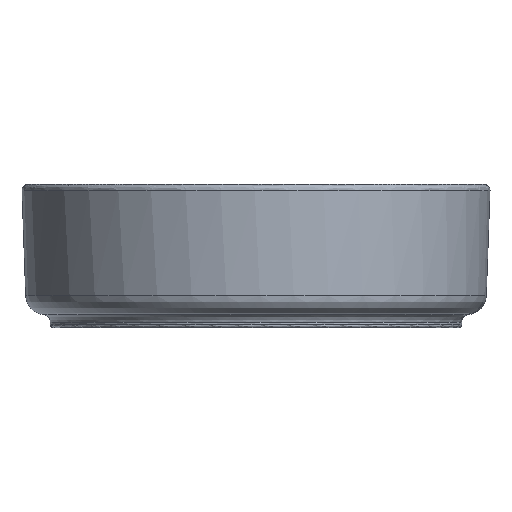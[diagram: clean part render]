
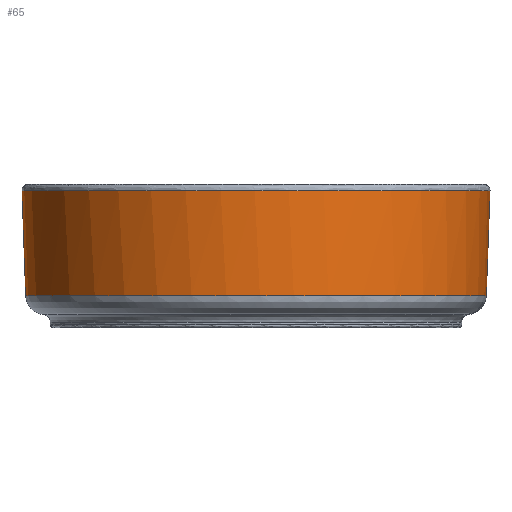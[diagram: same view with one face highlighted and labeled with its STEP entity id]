
A CAD part, left-side view. The second image highlights one B-rep face of the part: STEP entity #65.
In plain terms, the highlighted free-form (B-spline) face has degree [2, 1] with [5, 2] control points.
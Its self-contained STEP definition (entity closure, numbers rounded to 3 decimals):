
#65=ADVANCED_FACE('',(#115),#717,.T.);
#115=FACE_OUTER_BOUND('',#167,.T.);
#167=EDGE_LOOP('',(#297,#298,#299,#300));
#297=ORIENTED_EDGE('',*,*,#466,.T.);
#298=ORIENTED_EDGE('',*,*,#411,.T.);
#299=ORIENTED_EDGE('',*,*,#410,.T.);
#300=ORIENTED_EDGE('',*,*,#465,.F.);
#410=EDGE_CURVE('',#627,#625,#560,.T.);
#411=EDGE_CURVE('',#628,#627,#517,.T.);
#465=EDGE_CURVE('',#659,#625,#536,.T.);
#466=EDGE_CURVE('',#659,#628,#596,.T.);
#517=B_SPLINE_CURVE_WITH_KNOTS('',1,(#9605,#9606),.UNSPECIFIED.,.F.,.F.,
(2,2),(8.148,89.027),.UNSPECIFIED.);
#536=B_SPLINE_CURVE_WITH_KNOTS('',1,(#10477,#10478),.UNSPECIFIED.,.F.,.F.,
(2,2),(8.148,89.027),.UNSPECIFIED.);
#560=(
BOUNDED_CURVE()
B_SPLINE_CURVE(2,(#9600,#9601,#9602,#9603,#9604),.UNSPECIFIED.,.F.,.F.)
B_SPLINE_CURVE_WITH_KNOTS((3,2,3),(0.,282.486,564.972),
 .UNSPECIFIED.)
CURVE()
GEOMETRIC_REPRESENTATION_ITEM()
RATIONAL_B_SPLINE_CURVE((1.,0.707,1.,0.707,1.))
REPRESENTATION_ITEM('')
);
#596=(
BOUNDED_CURVE()
B_SPLINE_CURVE(2,(#10479,#10480,#10481,#10482,#10483),.UNSPECIFIED.,.F.,
 .F.)
B_SPLINE_CURVE_WITH_KNOTS((3,2,3),(-556.104,-278.052,0.),
 .UNSPECIFIED.)
CURVE()
GEOMETRIC_REPRESENTATION_ITEM()
RATIONAL_B_SPLINE_CURVE((1.,0.707,1.,0.707,1.))
REPRESENTATION_ITEM('')
);
#625=VERTEX_POINT('',#9542);
#627=VERTEX_POINT('',#9544);
#628=VERTEX_POINT('',#9545);
#659=VERTEX_POINT('',#9576);
#717=(
BOUNDED_SURFACE()
B_SPLINE_SURFACE(2,1,((#5324,#5325),(#5326,#5327),(#5328,#5329),(#5330,
#5331),(#5332,#5333)),.UNSPECIFIED.,.F.,.F.,.F.)
B_SPLINE_SURFACE_WITH_KNOTS((3,2,3),(2,2),(565.865,848.798,
1131.73),(0.,97.175),.UNSPECIFIED.)
GEOMETRIC_REPRESENTATION_ITEM()
RATIONAL_B_SPLINE_SURFACE(((1.,1.),(0.707,0.707),
(1.,1.),(0.707,0.707),(1.,1.)))
REPRESENTATION_ITEM('')
SURFACE()
);
#5324=CARTESIAN_POINT('',(0.,-93.666,-176.729));
#5325=CARTESIAN_POINT('',(0.,3.45,-180.12));
#5326=CARTESIAN_POINT('',(-176.729,-93.666,-176.729));
#5327=CARTESIAN_POINT('',(-180.12,3.45,-180.12));
#5328=CARTESIAN_POINT('',(-176.729,-93.666,0.));
#5329=CARTESIAN_POINT('',(-180.12,3.45,0.));
#5330=CARTESIAN_POINT('',(-176.729,-93.666,176.729));
#5331=CARTESIAN_POINT('',(-180.12,3.45,180.12));
#5332=CARTESIAN_POINT('',(0.,-93.666,176.729));
#5333=CARTESIAN_POINT('',(0.,3.45,180.12));
#9542=CARTESIAN_POINT('',(0.,-4.693,-179.836));
#9544=CARTESIAN_POINT('',(0.,-4.693,179.836));
#9545=CARTESIAN_POINT('',(0.,-85.523,177.013));
#9576=CARTESIAN_POINT('',(0.,-85.523,-177.013));
#9600=CARTESIAN_POINT('',(0.,-4.693,179.836));
#9601=CARTESIAN_POINT('',(-179.836,-4.693,179.836));
#9602=CARTESIAN_POINT('',(-179.836,-4.693,0.));
#9603=CARTESIAN_POINT('',(-179.836,-4.693,-179.836));
#9604=CARTESIAN_POINT('',(0.,-4.693,-179.836));
#9605=CARTESIAN_POINT('',(0.,-85.523,177.013));
#9606=CARTESIAN_POINT('',(0.,-4.693,179.836));
#10477=CARTESIAN_POINT('',(0.,-85.523,-177.013));
#10478=CARTESIAN_POINT('',(0.,-4.693,-179.836));
#10479=CARTESIAN_POINT('',(0.,-85.523,-177.013));
#10480=CARTESIAN_POINT('',(-177.013,-85.523,-177.013));
#10481=CARTESIAN_POINT('',(-177.013,-85.523,0.));
#10482=CARTESIAN_POINT('',(-177.013,-85.523,177.013));
#10483=CARTESIAN_POINT('',(0.,-85.523,177.013));
